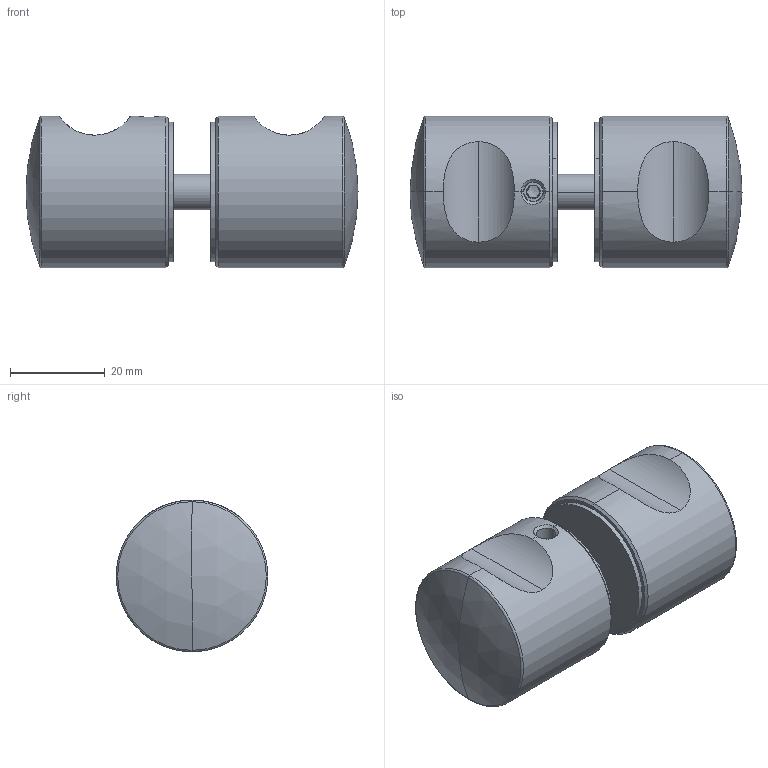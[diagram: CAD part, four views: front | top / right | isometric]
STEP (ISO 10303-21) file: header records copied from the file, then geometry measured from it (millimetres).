
FILE_DESCRIPTION (( 'STEP AP203' ), '1' );
FILE_NAME ('GS-304_M-924_S.STEP', '2019-04-01T12:32:44', ( '' ), ( '' ), 'SwSTEP 2.0', 'SolidWorks 2018', '' );
FILE_SCHEMA (( 'CONFIG_CONTROL_DESIGN' ));
Length unit declared in the file: millimetre
Products named in the file (8): GS-304-M-924-S P3; GS-304-M-924-S P2; GS-304_M-924_S; M6x25_DIN 7991; GS-304-M-924-S P1; DIN914 M5.0 L8; GS-304-M-924-S P5 rubber; GS-304-M-924-S P4 rubber
Assembly tree (8 placements, depth 2):
  GS-304_M-924_S
    GS-304-M-924-S P1
    GS-304-M-924-S P3
    M6x25_DIN 7991
    DIN914 M5.0 L8
    GS-304-M-924-S P4 rubber  x2
    GS-304-M-924-S P5 rubber
    GS-304-M-924-S P2
Bounding box: 70 x 32 x 32 mm (x, y, z)
Volume: 44874.8 mm3; surface area: 14641.7 mm2
Topology: 8 solids, 8 shells, 182 faces, 450 edges, 281 vertices
Faces by surface type: cylinder 106, cone 33, plane 28, bspline 7, torus 4, sphere 4
Entity records: 9935 total; most frequent: CARTESIAN_POINT 5358, ORIENTED_EDGE 864, DIRECTION 699, EDGE_CURVE 432, VERTEX_POINT 273, AXIS2_PLACEMENT_3D 272, EDGE_LOOP 187, FACE_OUTER_BOUND 176
